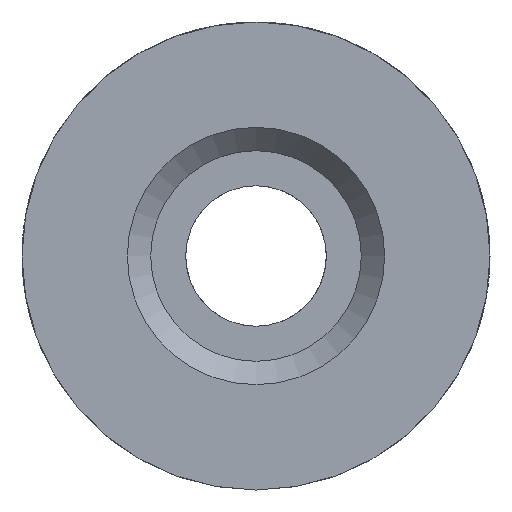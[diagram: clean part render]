
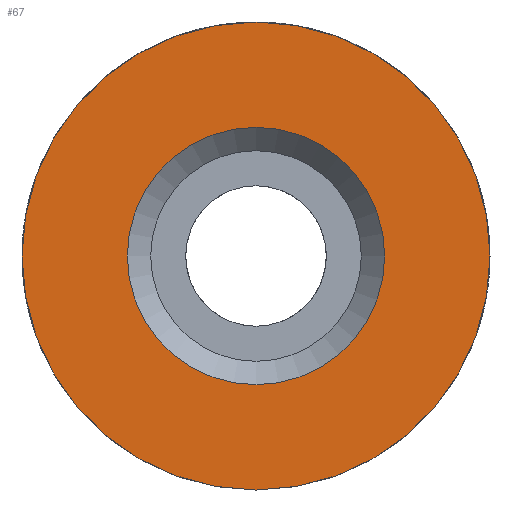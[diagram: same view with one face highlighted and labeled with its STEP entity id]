
A CAD part, left-side view. The second image highlights one B-rep face of the part: STEP entity #67.
In plain terms, the highlighted planar face has unit normal (-1, 0, 0).
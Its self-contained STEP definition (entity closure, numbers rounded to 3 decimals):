
#67 = ADVANCED_FACE( '', ( #151, #152 ), #153, .F. );
#151 = FACE_BOUND( '', #260, .T. );
#152 = FACE_OUTER_BOUND( '', #261, .T. );
#153 = PLANE( '', #262 );
#260 = EDGE_LOOP( '', ( #392 ) );
#261 = EDGE_LOOP( '', ( #393 ) );
#262 = AXIS2_PLACEMENT_3D( '', #394, #395, #396 );
#392 = ORIENTED_EDGE( '', *, *, #612, .T. );
#393 = ORIENTED_EDGE( '', *, *, #617, .T. );
#394 = CARTESIAN_POINT( '', ( 0., 0., 0. ) );
#395 = DIRECTION( '', ( 1., 0., 0. ) );
#396 = DIRECTION( '', ( 0., 0., -1. ) );
#612 = EDGE_CURVE( '', #724, #724, #725, .T. );
#617 = EDGE_CURVE( '', #732, #732, #733, .T. );
#724 = VERTEX_POINT( '', #905 );
#725 = CIRCLE( '', #906, 2.75 );
#732 = VERTEX_POINT( '', #913 );
#733 = CIRCLE( '', #914, 5. );
#905 = CARTESIAN_POINT( '', ( 0., 0., -2.75 ) );
#906 = AXIS2_PLACEMENT_3D( '', #1248, #1249, #1250 );
#913 = CARTESIAN_POINT( '', ( 0., 0., 5. ) );
#914 = AXIS2_PLACEMENT_3D( '', #1257, #1258, #1259 );
#1248 = CARTESIAN_POINT( '', ( 0., 0., 0. ) );
#1249 = DIRECTION( '', ( 1., 0., 0. ) );
#1250 = DIRECTION( '', ( 0., 0., -1. ) );
#1257 = CARTESIAN_POINT( '', ( 0., 0., 0. ) );
#1258 = DIRECTION( '', ( -1., 0., 0. ) );
#1259 = DIRECTION( '', ( 0., 0., 1. ) );
